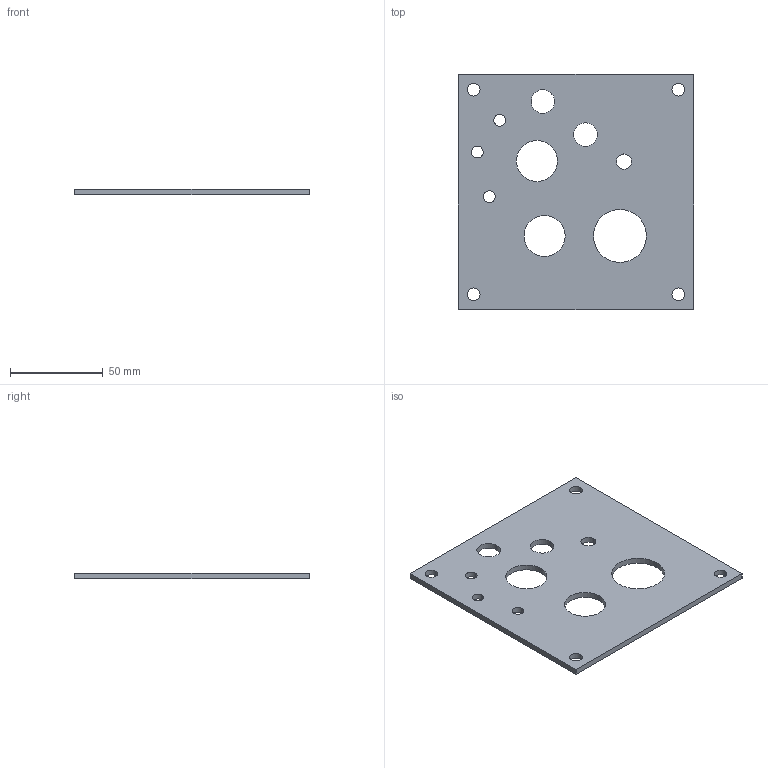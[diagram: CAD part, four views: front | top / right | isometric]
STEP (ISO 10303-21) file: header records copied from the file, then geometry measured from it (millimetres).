
FILE_DESCRIPTION (( 'STEP AP214' ), '1' );
FILE_NAME ('am-0979 TB3 Shaft Plate.STEP', '2014-01-20T19:49:03', ( '' ), ( '' ), 'SwSTEP 2.0', 'SolidWorks 2010', '' );
FILE_SCHEMA (( 'AUTOMOTIVE_DESIGN' ));
Length unit declared in the file: inch
Products named in the file (1): am-0979 TB3 Shaft Plate
Bounding box: 127 x 127 x 3.17 mm (x, y, z)
Volume: 44975.7 mm3; surface area: 31467.4 mm2
Topology: 1 solids, 1 shells, 36 faces, 102 edges, 68 vertices
Faces by surface type: cylinder 30, plane 6
Entity records: 1298 total; most frequent: DIRECTION 236, CARTESIAN_POINT 207, ORIENTED_EDGE 204, EDGE_CURVE 102, AXIS2_PLACEMENT_3D 97, VERTEX_POINT 68, EDGE_LOOP 62, CIRCLE 60
